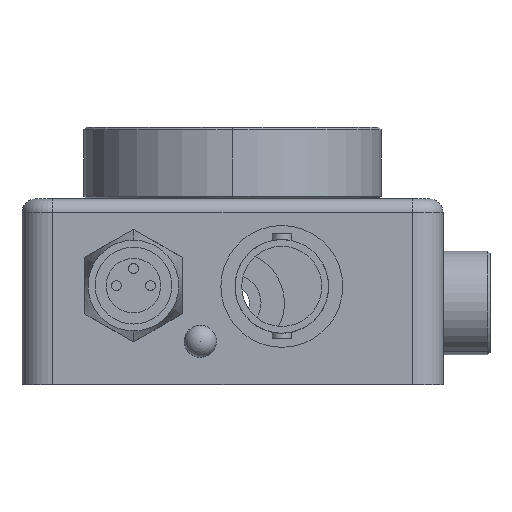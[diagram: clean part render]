
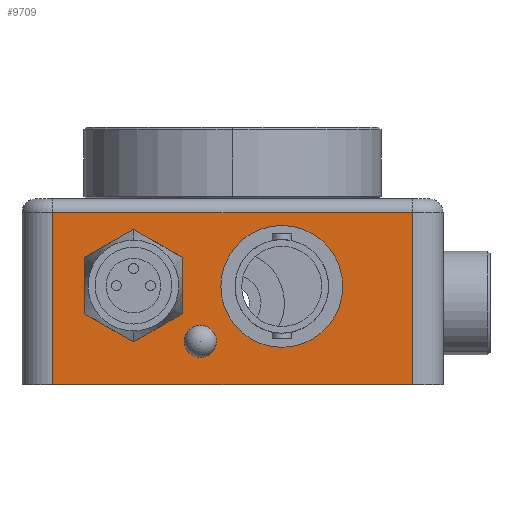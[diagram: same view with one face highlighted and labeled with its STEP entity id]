
A CAD part, front view. The second image highlights one B-rep face of the part: STEP entity #9709.
In plain terms, the highlighted planar face has unit normal (0, -1, 0).
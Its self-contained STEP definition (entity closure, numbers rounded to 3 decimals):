
#468 = DIRECTION ( 'NONE',  ( 0., 0., -1. ) ) ;
#571 = CARTESIAN_POINT ( 'NONE',  ( 11.192, -9.277, 14.492 ) ) ;
#573 = DIRECTION ( 'NONE',  ( 0., -1., 0. ) ) ;
#575 = DIRECTION ( 'NONE',  ( 0., 0., -1. ) ) ;
#673 = DIRECTION ( 'NONE',  ( 0., -1., 0. ) ) ;
#703 = VECTOR ( 'NONE', #6682, 1000. ) ;
#904 = ORIENTED_EDGE ( 'NONE', *, *, #6926, .T. ) ;
#998 = CARTESIAN_POINT ( 'NONE',  ( 32.909, -9.277, 27.7 ) ) ;
#1187 = CARTESIAN_POINT ( 'NONE',  ( 16.406, -9.277, 24.779 ) ) ;
#1333 = LINE ( 'NONE', #4252, #13458 ) ;
#1363 = VERTEX_POINT ( 'NONE', #998 ) ;
#1479 = CARTESIAN_POINT ( 'NONE',  ( 4.334, -9.277, 20.207 ) ) ;
#1518 = VERTEX_POINT ( 'NONE', #6274 ) ;
#1526 = DIRECTION ( 'NONE',  ( 0., 1., 0. ) ) ;
#1575 = DIRECTION ( 'NONE',  ( 0., 0., 1. ) ) ;
#1624 = EDGE_LOOP ( 'NONE', ( #12515, #12956, #10960, #904 ) ) ;
#1672 = EDGE_CURVE ( 'NONE', #1518, #10457, #10755, .T. ) ;
#1889 = CARTESIAN_POINT ( 'NONE',  ( 11.192, -9.277, 16.143 ) ) ;
#1954 = DIRECTION ( 'NONE',  ( 0., -1., 0. ) ) ;
#1974 = DIRECTION ( 'NONE',  ( 0., 0., -1. ) ) ;
#1995 = DIRECTION ( 'NONE',  ( 0., 1., 0. ) ) ;
#2019 = ORIENTED_EDGE ( 'NONE', *, *, #10164, .F. ) ;
#2018 = AXIS2_PLACEMENT_3D ( 'NONE', #7805, #1995, #6353 ) ;
#2348 = EDGE_CURVE ( 'NONE', #2537, #2395, #3059, .T. ) ;
#2395 = VERTEX_POINT ( 'NONE', #6561 ) ;
#2404 = CARTESIAN_POINT ( 'NONE',  ( -7.096, -9.277, 27.7 ) ) ;
#2537 = VERTEX_POINT ( 'NONE', #5981 ) ;
#2539 = DIRECTION ( 'NONE',  ( -1., 0., 0. ) ) ;
#2881 = EDGE_LOOP ( 'NONE', ( #2019, #11151 ) ) ;
#3059 = CIRCLE ( 'NONE', #10509, 5.016 ) ;
#3120 = VERTEX_POINT ( 'NONE', #6414 ) ;
#3123 = FACE_BOUND ( 'NONE', #7369, .T. ) ;
#3373 = CARTESIAN_POINT ( 'NONE',  ( 22.743, -9.277, 24.779 ) ) ;
#3387 = VERTEX_POINT ( 'NONE', #4871 ) ;
#3963 = CIRCLE ( 'NONE', #6437, 5.563 ) ;
#4234 = AXIS2_PLACEMENT_3D ( 'NONE', #1479, #1526, #1575 ) ;
#4252 = CARTESIAN_POINT ( 'NONE',  ( 32.909, -9.277, 29.097 ) ) ;
#4454 = PLANE ( 'NONE',  #2018 ) ;
#4637 = CARTESIAN_POINT ( 'NONE',  ( 11.192, -9.277, 14.492 ) ) ;
#4871 = CARTESIAN_POINT ( 'NONE',  ( 11.192, -9.277, 12.841 ) ) ;
#5343 = CARTESIAN_POINT ( 'NONE',  ( 19.574, -9.277, 20.207 ) ) ;
#5365 = CIRCLE ( 'NONE', #4234, 5.016 ) ;
#5456 = DIRECTION ( 'NONE',  ( 0., 1., 0. ) ) ;
#5759 = CIRCLE ( 'NONE', #9766, 1.651 ) ;
#5981 = CARTESIAN_POINT ( 'NONE',  ( 4.334, -9.277, 15.191 ) ) ;
#6037 = EDGE_CURVE ( 'NONE', #6688, #7163, #3963, .T. ) ;
#6098 = VERTEX_POINT ( 'NONE', #1889 ) ;
#6274 = CARTESIAN_POINT ( 'NONE',  ( -3.921, -9.277, 27.7 ) ) ;
#6353 = DIRECTION ( 'NONE',  ( 0., 0., 1. ) ) ;
#6414 = CARTESIAN_POINT ( 'NONE',  ( 32.909, -9.277, 10.047 ) ) ;
#6437 = AXIS2_PLACEMENT_3D ( 'NONE', #5343, #673, #575 ) ;
#6561 = CARTESIAN_POINT ( 'NONE',  ( 4.334, -9.277, 25.223 ) ) ;
#6643 = CARTESIAN_POINT ( 'NONE',  ( -7.096, -9.277, 10.047 ) ) ;
#6682 = DIRECTION ( 'NONE',  ( 1., 0., 0. ) ) ;
#6688 = VERTEX_POINT ( 'NONE', #7223 ) ;
#6812 = VECTOR ( 'NONE', #12428, 1000. ) ;
#6926 = EDGE_CURVE ( 'NONE', #10457, #3120, #9658, .T. ) ;
#7163 = VERTEX_POINT ( 'NONE', #3373 ) ;
#7223 = CARTESIAN_POINT ( 'NONE',  ( 16.406, -9.277, 24.779 ) ) ;
#7369 = EDGE_LOOP ( 'NONE', ( #13590, #10198 ) ) ;
#7443 = CARTESIAN_POINT ( 'NONE',  ( -3.921, -9.277, 10.047 ) ) ;
#7520 = FACE_OUTER_BOUND ( 'NONE', #1624, .T. ) ;
#7613 = ORIENTED_EDGE ( 'NONE', *, *, #12485, .F. ) ;
#7622 = DIRECTION ( 'NONE',  ( -1., 0., 0. ) ) ;
#7760 = DIRECTION ( 'NONE',  ( 0., 0., 1. ) ) ;
#7805 = CARTESIAN_POINT ( 'NONE',  ( -7.096, -9.277, 29.097 ) ) ;
#8130 = LINE ( 'NONE', #2404, #14378 ) ;
#8166 = EDGE_CURVE ( 'NONE', #3387, #6098, #5759, .T. ) ;
#8895 = DIRECTION ( 'NONE',  ( 0., 0., 1. ) ) ;
#9132 = LINE ( 'NONE', #1187, #15062 ) ;
#9608 = EDGE_CURVE ( 'NONE', #2395, #2537, #5365, .T. ) ;
#9658 = LINE ( 'NONE', #6643, #703 ) ;
#9709 = ADVANCED_FACE ( 'NONE', ( #14106, #3123, #10561, #7520 ), #4454, .F. ) ;
#9766 = AXIS2_PLACEMENT_3D ( 'NONE', #4637, #1954, #1974 ) ;
#9881 = AXIS2_PLACEMENT_3D ( 'NONE', #571, #573, #468 ) ;
#9904 = CIRCLE ( 'NONE', #9881, 1.651 ) ;
#10164 = EDGE_CURVE ( 'NONE', #7163, #6688, #9132, .T. ) ;
#10198 = ORIENTED_EDGE ( 'NONE', *, *, #2348, .T. ) ;
#10457 = VERTEX_POINT ( 'NONE', #7443 ) ;
#10509 = AXIS2_PLACEMENT_3D ( 'NONE', #12395, #5456, #7760 ) ;
#10561 = FACE_BOUND ( 'NONE', #2881, .T. ) ;
#10755 = LINE ( 'NONE', #12494, #6812 ) ;
#10960 = ORIENTED_EDGE ( 'NONE', *, *, #1672, .T. ) ;
#11151 = ORIENTED_EDGE ( 'NONE', *, *, #6037, .F. ) ;
#11954 = ORIENTED_EDGE ( 'NONE', *, *, #8166, .F. ) ;
#12305 = EDGE_CURVE ( 'NONE', #1363, #1518, #8130, .T. ) ;
#12395 = CARTESIAN_POINT ( 'NONE',  ( 4.334, -9.277, 20.207 ) ) ;
#12428 = DIRECTION ( 'NONE',  ( 0., 0., -1. ) ) ;
#12485 = EDGE_CURVE ( 'NONE', #6098, #3387, #9904, .T. ) ;
#12494 = CARTESIAN_POINT ( 'NONE',  ( -3.921, -9.277, 29.097 ) ) ;
#12515 = ORIENTED_EDGE ( 'NONE', *, *, #13821, .T. ) ;
#12956 = ORIENTED_EDGE ( 'NONE', *, *, #12305, .T. ) ;
#13458 = VECTOR ( 'NONE', #8895, 1000. ) ;
#13590 = ORIENTED_EDGE ( 'NONE', *, *, #9608, .T. ) ;
#13821 = EDGE_CURVE ( 'NONE', #3120, #1363, #1333, .T. ) ;
#14106 = FACE_BOUND ( 'NONE', #14803, .T. ) ;
#14378 = VECTOR ( 'NONE', #2539, 1000. ) ;
#14803 = EDGE_LOOP ( 'NONE', ( #11954, #7613 ) ) ;
#15062 = VECTOR ( 'NONE', #7622, 1000. ) ;
